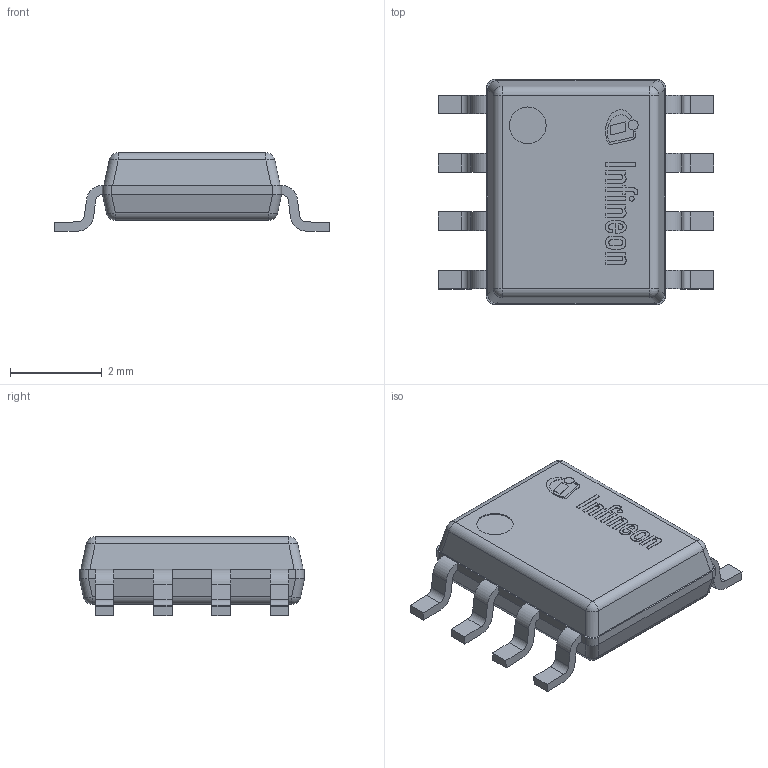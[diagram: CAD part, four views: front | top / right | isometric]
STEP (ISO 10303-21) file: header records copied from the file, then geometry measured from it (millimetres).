
FILE_DESCRIPTION(/* description */ (''),/* implementation_level */ '2;1');
FILE_NAME(/* name */ '1.stp',/* time_stamp */ '2025-08-24T17:33:07+05:30',/* author */ ('sivamani'),/* organization */ (''),/* preprocessor_version */ 'ST-DEVELOPER v19.2',/* originating_system */ 'AutoCAD Mechanical',/* authorisation */ '');
FILE_SCHEMA (('AUTOMOTIVE_DESIGN { 1 0 10303 214 3 1 1 }'));
Length unit declared in the file: millimetre
Products named in the file (1): Product
Bounding box: 6 x 4.9 x 1.73 mm (x, y, z)
Volume: 27 mm3; surface area: 152.1 mm2
Topology: 26 solids, 26 shells, 272 faces, 629 edges, 410 vertices
Faces by surface type: plane 182, cylinder 54, bspline 24, sphere 8, torus 4
Full cylindrical faces by diameter (mm): 0.107 x1, 0.219 x1, 0.8 x2, 1 x2
Entity records: 7811 total; most frequent: CARTESIAN_POINT 2028, ORIENTED_EDGE 1254, DIRECTION 1101, EDGE_CURVE 627, VERTEX_POINT 410, AXIS2_PLACEMENT_3D 371, LINE 359, VECTOR 359
